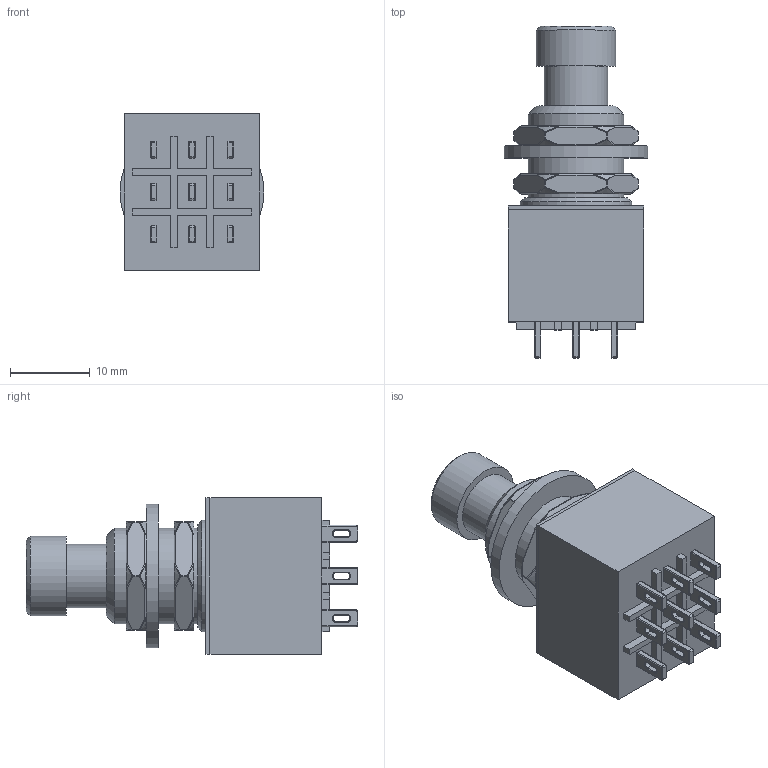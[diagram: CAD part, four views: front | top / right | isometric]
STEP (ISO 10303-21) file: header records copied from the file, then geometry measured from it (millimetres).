
FILE_DESCRIPTION(/* description */ (''),/* implementation_level */ '2;1');
FILE_NAME(/* name */ '3PDT.step',/* time_stamp */ '2020-03-31T00:22:13+01:00',/* author */ (''),/* organization */ (''),/* preprocessor_version */ 'ST-DEVELOPER v18',/* originating_system */ 'Autodesk Translation Framework v8.12.0.6',/* authorisation */ '');
FILE_SCHEMA (('AUTOMOTIVE_DESIGN { 1 0 10303 214 3 1 1 }'));
Length unit declared in the file: millimetre
Products named in the file (7): Footswitch_3PDT_Assy; Body; terminal; metal_part; Footswitch_Nut v1; Footswitch_Washer v1; Footswitch_Nut v1 (1)
Assembly tree (14 placements, depth 2):
  Footswitch_3PDT_Assy
    Body
    terminal  x9
    metal_part
    Footswitch_Nut v1
    Footswitch_Washer v1
    Footswitch_Nut v1 (1)
Bounding box: 18 x 41.5 x 19.6 mm (x, y, z)
Volume: 7482.7 mm3; surface area: 4531.3 mm2
Topology: 14 solids, 14 shells, 545 faces, 1190 edges, 679 vertices
Faces by surface type: cylinder 170, plane 140, bspline 82, sphere 64, torus 58, cone 31
Full cylindrical faces by diameter (mm): 8 x1, 10 x1, 11.2 x2, 12 x1, 12.3 x1, 14 x1, 18 x1
Entity records: 9148 total; most frequent: CARTESIAN_POINT 2517, DIRECTION 1385, ORIENTED_EDGE 1292, EDGE_CURVE 646, AXIS2_PLACEMENT_3D 573, VERTEX_POINT 359, EDGE_LOOP 319, FACE_OUTER_BOUND 305
